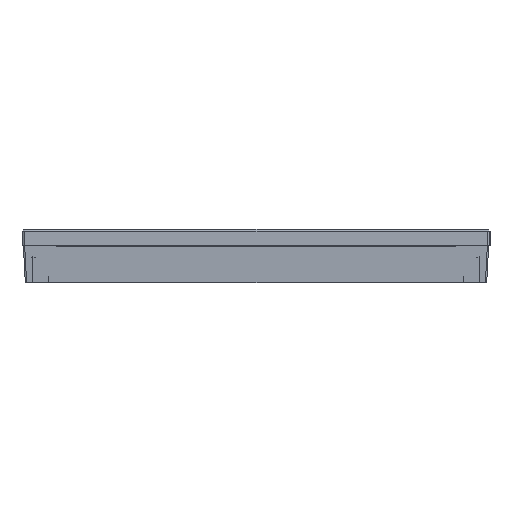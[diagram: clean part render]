
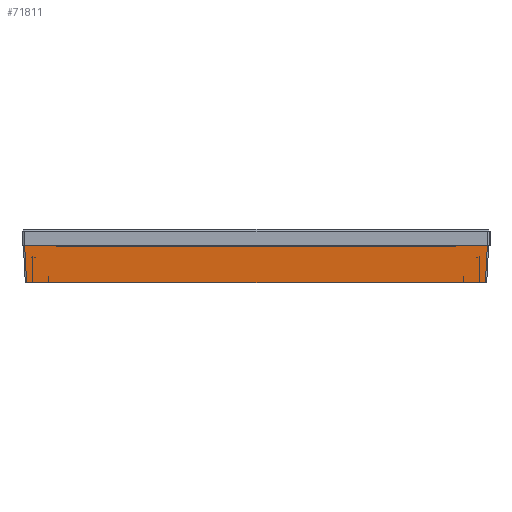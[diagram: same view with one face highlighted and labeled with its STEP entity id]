
A CAD part, left-side view. The second image highlights one B-rep face of the part: STEP entity #71811.
In plain terms, the highlighted face is planar.
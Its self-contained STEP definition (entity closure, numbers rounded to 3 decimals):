
#256=CARTESIAN_POINT('',(-43.383,0.,43.133));
#305=CARTESIAN_POINT('',(-43.383,0.,-43.133));
#316=DIRECTION('',(0.,0.,1.));
#317=VECTOR('',#316,86.267);
#318=CARTESIAN_POINT('',(-43.383,0.,-43.133));
#319=LINE('12345',#318,#317);
#351=DIRECTION('',(0.052,-0.997,-0.052));
#352=VECTOR('',#351,7.019);
#353=CARTESIAN_POINT('',(-43.75,7.,43.5));
#354=LINE('12327',#353,#352);
#358=DIRECTION('',(0.052,-0.997,0.052));
#359=VECTOR('',#358,7.019);
#360=CARTESIAN_POINT('',(-43.75,7.,-43.5));
#361=LINE('12341',#360,#359);
#418=DIRECTION('',(0.,0.,1.));
#419=VECTOR('',#418,87.001);
#420=CARTESIAN_POINT('',(-43.75,7.,-43.5));
#421=LINE('12349',#420,#419);
#431=CARTESIAN_POINT('',(-43.75,7.,-43.5));
#64209=VERTEX_POINT('',#256);
#64210=CARTESIAN_POINT('',(-43.75,7.,43.5));
#64211=VERTEX_POINT('',#64210);
#64223=VERTEX_POINT('',#305);
#64227=VERTEX_POINT('',#431);
#71798=CARTESIAN_POINT('',(-43.75,7.,-44.87));
#71799=DIRECTION('',(-0.999,-0.052,0.));
#71800=DIRECTION('',(0.,0.,1.));
#71801=AXIS2_PLACEMENT_3D('',#71798,#71799,#71800);
#71802=PLANE('12321',#71801);
#71803=ORIENTED_EDGE('12327',*,*,#71782,.T.);
#71804=ORIENTED_EDGE('12345',*,*,#71746,.F.);
#71806=ORIENTED_EDGE('12341',*,*,#71805,.F.);
#71808=ORIENTED_EDGE('12349',*,*,#71807,.T.);
#71809=EDGE_LOOP('12321',(#71803,#71804,#71806,#71808));
#71810=FACE_OUTER_BOUND('12321',#71809,.F.);
#71811=ADVANCED_FACE('12321',(#71810),#71802,.T.);
#71746=EDGE_CURVE('12345',#64223,#64209,#319,.T.);
#71782=EDGE_CURVE('12327',#64211,#64209,#354,.T.);
#71805=EDGE_CURVE('12341',#64227,#64223,#361,.T.);
#71807=EDGE_CURVE('12349',#64227,#64211,#421,.T.);
